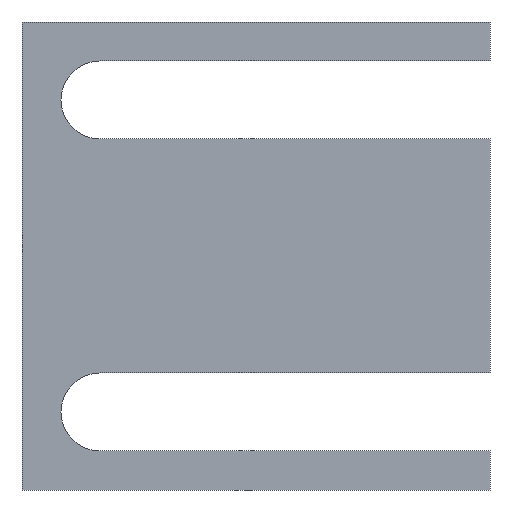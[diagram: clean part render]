
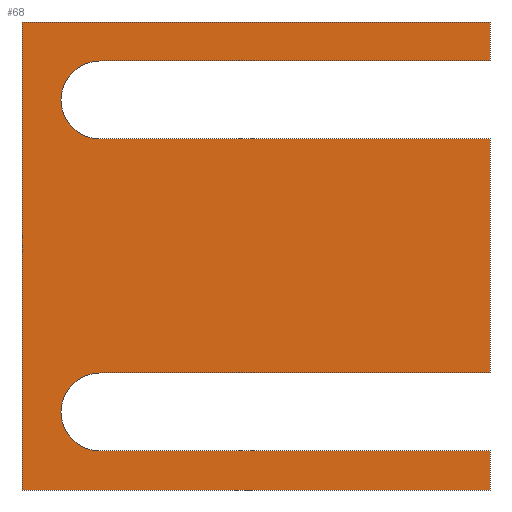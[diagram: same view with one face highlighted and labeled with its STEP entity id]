
A CAD part, left-side view. The second image highlights one B-rep face of the part: STEP entity #68.
In plain terms, the highlighted planar face has unit normal (-1, 0, 0).
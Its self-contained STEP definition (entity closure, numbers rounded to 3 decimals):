
#6 = AXIS2_PLACEMENT_3D ( 'NONE', #131, #144, #145 ) ;
#18 = EDGE_CURVE ( 'NONE', #118, #113, #392, .T. ) ;
#22 = EDGE_CURVE ( 'NONE', #117, #118, #397, .T. ) ;
#25 = EDGE_CURVE ( 'NONE', #110, #109, #405, .T. ) ;
#27 = EDGE_CURVE ( 'NONE', #113, #112, #406, .T. ) ;
#29 = EDGE_CURVE ( 'NONE', #112, #111, #410, .T. ) ;
#30 = EDGE_CURVE ( 'NONE', #111, #110, #412, .T. ) ;
#33 = EDGE_CURVE ( 'NONE', #109, #108, #418, .T. ) ;
#35 = EDGE_CURVE ( 'NONE', #108, #107, #422, .T. ) ;
#37 = EDGE_CURVE ( 'NONE', #107, #106, #426, .T. ) ;
#39 = EDGE_CURVE ( 'NONE', #106, #105, #430, .T. ) ;
#40 = EDGE_CURVE ( 'NONE', #105, #104, #432, .T. ) ;
#41 = EDGE_CURVE ( 'NONE', #104, #117, #434, .T. ) ;
#42 = AXIS2_PLACEMENT_3D ( 'NONE', #128, #129, #130 ) ;
#46 = AXIS2_PLACEMENT_3D ( 'NONE', #183, #189, #190 ) ;
#68 = ADVANCED_FACE ( 'NONE', ( #436 ), #146, .F. ) ;
#104 = VERTEX_POINT ( 'NONE', #205 ) ;
#105 = VERTEX_POINT ( 'NONE', #206 ) ;
#106 = VERTEX_POINT ( 'NONE', #207 ) ;
#107 = VERTEX_POINT ( 'NONE', #208 ) ;
#108 = VERTEX_POINT ( 'NONE', #195 ) ;
#109 = VERTEX_POINT ( 'NONE', #209 ) ;
#110 = VERTEX_POINT ( 'NONE', #210 ) ;
#111 = VERTEX_POINT ( 'NONE', #203 ) ;
#112 = VERTEX_POINT ( 'NONE', #211 ) ;
#113 = VERTEX_POINT ( 'NONE', #212 ) ;
#117 = VERTEX_POINT ( 'NONE', #216 ) ;
#118 = VERTEX_POINT ( 'NONE', #217 ) ;
#128 = CARTESIAN_POINT ( 'NONE',  ( 0., 50., 20. ) ) ;
#129 = DIRECTION ( 'NONE',  ( -1., 0., 0. ) ) ;
#130 = DIRECTION ( 'NONE',  ( 0., 0., 1. ) ) ;
#131 = CARTESIAN_POINT ( 'NONE',  ( 0., 50., -20. ) ) ;
#137 = CARTESIAN_POINT ( 'NONE',  ( 0., 0., 25. ) ) ;
#138 = DIRECTION ( 'NONE',  ( 0., 1., 0. ) ) ;
#144 = DIRECTION ( 'NONE',  ( -1., 0., 0. ) ) ;
#145 = DIRECTION ( 'NONE',  ( 0., 0., 1. ) ) ;
#146 = PLANE ( 'NONE',  #46 ) ;
#148 = CARTESIAN_POINT ( 'NONE',  ( 0., 0., 15. ) ) ;
#149 = DIRECTION ( 'NONE',  ( 0., -1., 0. ) ) ;
#152 = CARTESIAN_POINT ( 'NONE',  ( 0., 0., 0. ) ) ;
#153 = DIRECTION ( 'NONE',  ( 0., 0., -1. ) ) ;
#154 = CARTESIAN_POINT ( 'NONE',  ( 0., 0., -15. ) ) ;
#155 = DIRECTION ( 'NONE',  ( 0., 1., 0. ) ) ;
#160 = CARTESIAN_POINT ( 'NONE',  ( 0., 0., -25. ) ) ;
#161 = DIRECTION ( 'NONE',  ( 0., -1., 0. ) ) ;
#164 = CARTESIAN_POINT ( 'NONE',  ( 0., 0., 0. ) ) ;
#165 = DIRECTION ( 'NONE',  ( 0., 0., -1. ) ) ;
#168 = CARTESIAN_POINT ( 'NONE',  ( 0., 0., -30. ) ) ;
#169 = DIRECTION ( 'NONE',  ( 0., 1., 0. ) ) ;
#172 = CARTESIAN_POINT ( 'NONE',  ( 0., 60., 0. ) ) ;
#173 = DIRECTION ( 'NONE',  ( 0., 0., 1. ) ) ;
#174 = CARTESIAN_POINT ( 'NONE',  ( 0., 0., 30. ) ) ;
#175 = DIRECTION ( 'NONE',  ( 0., -1., 0. ) ) ;
#177 = CARTESIAN_POINT ( 'NONE',  ( 0., 0., 0. ) ) ;
#178 = DIRECTION ( 'NONE',  ( 0., 0., -1. ) ) ;
#183 = CARTESIAN_POINT ( 'NONE',  ( 0., 0., 0. ) ) ;
#189 = DIRECTION ( 'NONE',  ( 1., 0., 0. ) ) ;
#190 = DIRECTION ( 'NONE',  ( 0., 0., -1. ) ) ;
#195 = CARTESIAN_POINT ( 'NONE',  ( 0., 0., -25. ) ) ;
#203 = CARTESIAN_POINT ( 'NONE',  ( 0., 0., -15. ) ) ;
#205 = CARTESIAN_POINT ( 'NONE',  ( 0., 0., 30. ) ) ;
#206 = CARTESIAN_POINT ( 'NONE',  ( 0., 60., 30. ) ) ;
#207 = CARTESIAN_POINT ( 'NONE',  ( 0., 60., -30. ) ) ;
#208 = CARTESIAN_POINT ( 'NONE',  ( 0., 0., -30. ) ) ;
#209 = CARTESIAN_POINT ( 'NONE',  ( 0., 50., -25. ) ) ;
#210 = CARTESIAN_POINT ( 'NONE',  ( 0., 50., -15. ) ) ;
#211 = CARTESIAN_POINT ( 'NONE',  ( 0., 0., 15. ) ) ;
#212 = CARTESIAN_POINT ( 'NONE',  ( 0., 50., 15. ) ) ;
#216 = CARTESIAN_POINT ( 'NONE',  ( 0., 0., 25. ) ) ;
#217 = CARTESIAN_POINT ( 'NONE',  ( 0., 50., 25. ) ) ;
#339 = ORIENTED_EDGE ( 'NONE', *, *, #40, .F. ) ;
#340 = ORIENTED_EDGE ( 'NONE', *, *, #39, .F. ) ;
#341 = ORIENTED_EDGE ( 'NONE', *, *, #37, .F. ) ;
#342 = ORIENTED_EDGE ( 'NONE', *, *, #35, .F. ) ;
#343 = ORIENTED_EDGE ( 'NONE', *, *, #33, .F. ) ;
#344 = ORIENTED_EDGE ( 'NONE', *, *, #25, .F. ) ;
#345 = ORIENTED_EDGE ( 'NONE', *, *, #30, .F. ) ;
#346 = ORIENTED_EDGE ( 'NONE', *, *, #29, .F. ) ;
#347 = ORIENTED_EDGE ( 'NONE', *, *, #27, .F. ) ;
#348 = ORIENTED_EDGE ( 'NONE', *, *, #18, .F. ) ;
#349 = ORIENTED_EDGE ( 'NONE', *, *, #22, .F. ) ;
#350 = ORIENTED_EDGE ( 'NONE', *, *, #41, .F. ) ;
#352 = EDGE_LOOP ( 'NONE', ( #339, #340, #341, #342, #343, #344, #345, #346, #347, #348, #349, #350 ) ) ;
#392 = CIRCLE ( 'NONE', #42, 5. ) ;
#397 = LINE ( 'NONE', #137, #398 ) ;
#398 = VECTOR ( 'NONE', #138, 1000. ) ;
#405 = CIRCLE ( 'NONE', #6, 5. ) ;
#406 = LINE ( 'NONE', #148, #407 ) ;
#407 = VECTOR ( 'NONE', #149, 1000. ) ;
#410 = LINE ( 'NONE', #152, #411 ) ;
#411 = VECTOR ( 'NONE', #153, 1000. ) ;
#412 = LINE ( 'NONE', #154, #413 ) ;
#413 = VECTOR ( 'NONE', #155, 1000. ) ;
#418 = LINE ( 'NONE', #160, #419 ) ;
#419 = VECTOR ( 'NONE', #161, 1000. ) ;
#422 = LINE ( 'NONE', #164, #423 ) ;
#423 = VECTOR ( 'NONE', #165, 1000. ) ;
#426 = LINE ( 'NONE', #168, #427 ) ;
#427 = VECTOR ( 'NONE', #169, 1000. ) ;
#430 = LINE ( 'NONE', #172, #431 ) ;
#431 = VECTOR ( 'NONE', #173, 1000. ) ;
#432 = LINE ( 'NONE', #174, #433 ) ;
#433 = VECTOR ( 'NONE', #175, 1000. ) ;
#434 = LINE ( 'NONE', #177, #435 ) ;
#435 = VECTOR ( 'NONE', #178, 1000. ) ;
#436 = FACE_OUTER_BOUND ( 'NONE', #352, .T. ) ;
